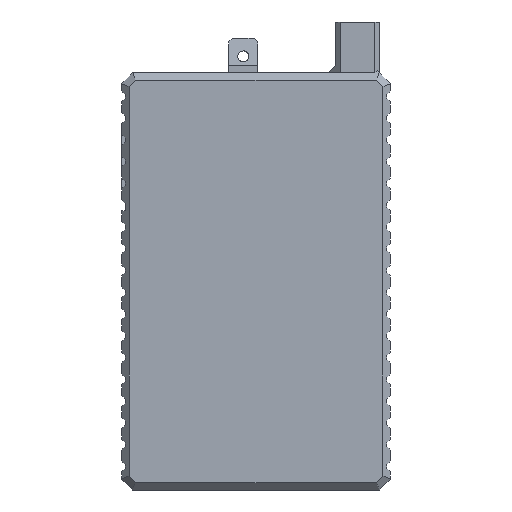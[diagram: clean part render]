
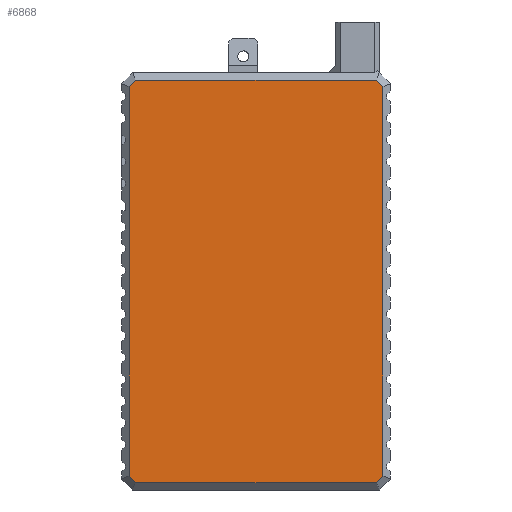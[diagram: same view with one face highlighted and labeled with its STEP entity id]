
A CAD part, front view. The second image highlights one B-rep face of the part: STEP entity #6868.
In plain terms, the highlighted planar face has unit normal (0, -1, 0).
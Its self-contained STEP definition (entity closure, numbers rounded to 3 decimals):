
#462=FACE_OUTER_BOUND('',#849,.T.);
#849=EDGE_LOOP('',(#6028,#6029,#6030,#6031,#6032,#6033,#6034,#6035));
#1527=LINE('',#10485,#2433);
#1684=LINE('',#10799,#2590);
#1749=LINE('',#10929,#2655);
#1751=LINE('',#10934,#2657);
#1755=LINE('',#10940,#2661);
#1757=LINE('',#10943,#2663);
#1758=LINE('',#10945,#2664);
#1760=LINE('',#10948,#2666);
#2433=VECTOR('',#8529,10.);
#2590=VECTOR('',#8790,10.);
#2655=VECTOR('',#8955,10.);
#2657=VECTOR('',#8959,10.);
#2661=VECTOR('',#8965,10.);
#2663=VECTOR('',#8969,10.);
#2664=VECTOR('',#8972,10.);
#2666=VECTOR('',#8976,10.);
#3165=VERTEX_POINT('',#10482);
#3166=VERTEX_POINT('',#10484);
#3270=VERTEX_POINT('',#10796);
#3271=VERTEX_POINT('',#10798);
#3285=VERTEX_POINT('',#10926);
#3286=VERTEX_POINT('',#10928);
#3287=VERTEX_POINT('',#10932);
#3288=VERTEX_POINT('',#10933);
#3994=EDGE_CURVE('',#3165,#3166,#1527,.T.);
#4151=EDGE_CURVE('',#3270,#3271,#1684,.T.);
#4216=EDGE_CURVE('',#3285,#3286,#1749,.T.);
#4218=EDGE_CURVE('',#3287,#3288,#1751,.T.);
#4222=EDGE_CURVE('',#3288,#3270,#1755,.T.);
#4224=EDGE_CURVE('',#3271,#3285,#1757,.T.);
#4225=EDGE_CURVE('',#3166,#3287,#1758,.T.);
#4227=EDGE_CURVE('',#3286,#3165,#1760,.T.);
#6028=ORIENTED_EDGE('',*,*,#4151,.F.);
#6029=ORIENTED_EDGE('',*,*,#4222,.F.);
#6030=ORIENTED_EDGE('',*,*,#4218,.F.);
#6031=ORIENTED_EDGE('',*,*,#4225,.F.);
#6032=ORIENTED_EDGE('',*,*,#3994,.F.);
#6033=ORIENTED_EDGE('',*,*,#4227,.F.);
#6034=ORIENTED_EDGE('',*,*,#4216,.F.);
#6035=ORIENTED_EDGE('',*,*,#4224,.F.);
#6519=PLANE('',#7305);
#6868=ADVANCED_FACE('',(#462),#6519,.F.);
#7305=AXIS2_PLACEMENT_3D('',#10951,#8981,#8982);
#8529=DIRECTION('',(0.,0.,1.));
#8790=DIRECTION('',(0.,0.,-1.));
#8955=DIRECTION('',(-1.,0.,0.));
#8959=DIRECTION('',(1.,0.,0.));
#8965=DIRECTION('',(0.707,0.,-0.707));
#8969=DIRECTION('',(-0.707,0.,-0.707));
#8972=DIRECTION('',(0.707,0.,0.707));
#8976=DIRECTION('',(-0.707,0.,0.707));
#8981=DIRECTION('center_axis',(0.,1.,0.));
#8982=DIRECTION('ref_axis',(0.,0.,1.));
#10482=CARTESIAN_POINT('',(-35.,0.,-53.672));
#10484=CARTESIAN_POINT('',(-35.,0.,53.672));
#10485=CARTESIAN_POINT('',(-35.,0.,-28.75));
#10796=CARTESIAN_POINT('',(35.,0.,53.672));
#10798=CARTESIAN_POINT('',(35.,0.,-53.672));
#10799=CARTESIAN_POINT('',(35.,0.,28.75));
#10926=CARTESIAN_POINT('',(33.172,0.,-55.5));
#10928=CARTESIAN_POINT('',(-33.172,0.,-55.5));
#10929=CARTESIAN_POINT('',(18.5,0.,-55.5));
#10932=CARTESIAN_POINT('',(-33.172,0.,55.5));
#10933=CARTESIAN_POINT('',(33.172,0.,55.5));
#10934=CARTESIAN_POINT('',(-18.5,0.,55.5));
#10940=CARTESIAN_POINT('',(39.211,0.,49.461));
#10943=CARTESIAN_POINT('',(39.211,0.,-49.461));
#10945=CARTESIAN_POINT('',(-39.211,0.,49.461));
#10948=CARTESIAN_POINT('',(-39.211,0.,-49.461));
#10951=CARTESIAN_POINT('Origin',(0.,0.,0.));
